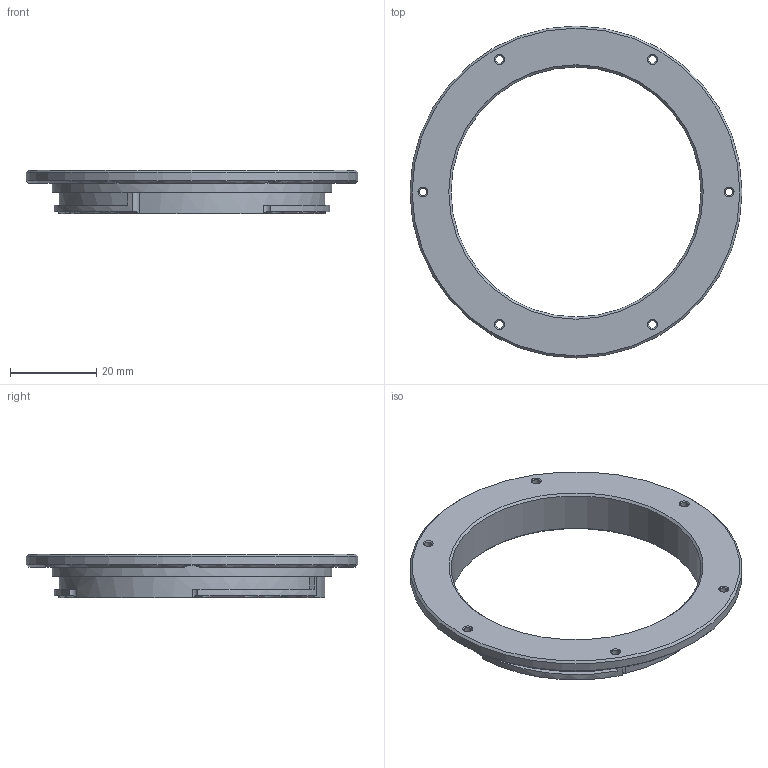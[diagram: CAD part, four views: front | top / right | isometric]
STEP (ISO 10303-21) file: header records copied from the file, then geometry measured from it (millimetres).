
FILE_DESCRIPTION(/* description */ ('Unknown'),/* implementation_level */ '2;1');
FILE_NAME(/* name */ 'mountLensBase_flange_GFX',/* time_stamp */ '2026-01-13T22:11:17-05:00',/* author */ ('Unknown'),/* organization */ ('Unknown'),/* preprocessor_version */ 'ST-DEVELOPER v18.1',/* originating_system */ 'Solid Edge',/* authorisation */ 'Unknown');
FILE_SCHEMA (('AUTOMOTIVE_DESIGN {1 0 10303 214 3 1 1}'));
Length unit declared in the file: millimetre
Products named in the file (2): dumbAdapter_GFX; mountLensBase_flange_GFX
Assembly tree (1 placements, depth 2):
  dumbAdapter_GFX
    mountLensBase_flange_GFX
Bounding box: 77 x 77 x 10.15 mm (x, y, z)
Volume: 9037.8 mm3; surface area: 8067.8 mm2
Topology: 1 solids, 1 shells, 71 faces, 185 edges, 118 vertices
Faces by surface type: plane 25, cylinder 21, cone 21, torus 3, sphere 1
Full cylindrical faces by diameter (mm): 1.8 x6, 58 x1, 64.9 x1, 77 x1
Entity records: 2071 total; most frequent: CARTESIAN_POINT 407, DIRECTION 366, ORIENTED_EDGE 292, AXIS2_PLACEMENT_3D 171, EDGE_CURVE 146, EDGE_LOOP 112, FACE_BOUND 112, VERTEX_POINT 104
